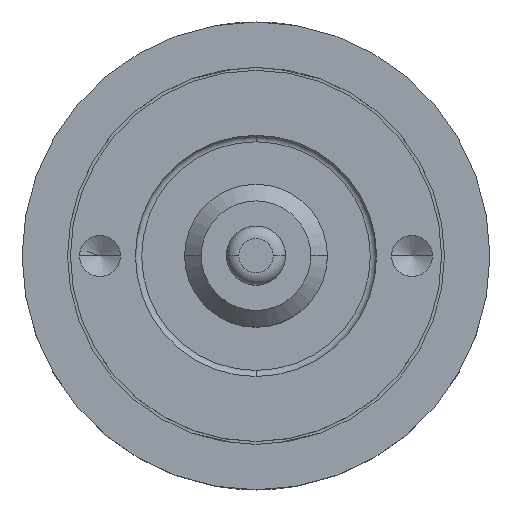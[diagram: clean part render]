
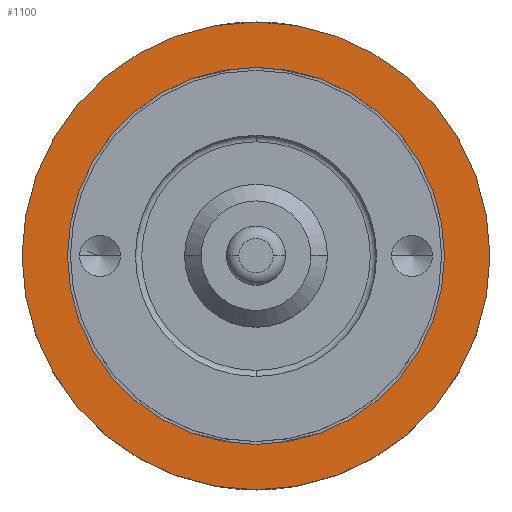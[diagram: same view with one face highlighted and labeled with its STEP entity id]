
A CAD part, top view. The second image highlights one B-rep face of the part: STEP entity #1100.
In plain terms, the highlighted planar face has unit normal (0, 0, 1).
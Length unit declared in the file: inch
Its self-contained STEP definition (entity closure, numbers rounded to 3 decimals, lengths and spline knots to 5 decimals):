
#126=CARTESIAN_POINT('',(0.,0.,5.01));
#127=DIRECTION('',(0.,0.,1.));
#128=DIRECTION('',(0.,1.,0.));
#129=AXIS2_PLACEMENT_3D('',#126,#127,#128);
#131=CARTESIAN_POINT('',(0.,0.,5.01));
#132=DIRECTION('',(0.,0.,-1.));
#133=DIRECTION('',(0.,1.,0.));
#134=AXIS2_PLACEMENT_3D('',#131,#132,#133);
#156=CARTESIAN_POINT('',(0.,0.,5.01));
#157=DIRECTION('',(0.,0.,1.));
#158=DIRECTION('',(1.,0.,0.));
#159=AXIS2_PLACEMENT_3D('',#156,#157,#158);
#161=CARTESIAN_POINT('',(0.,0.,5.01));
#162=DIRECTION('',(0.,0.,1.));
#163=DIRECTION('',(-1.,0.,0.));
#164=AXIS2_PLACEMENT_3D('',#161,#162,#163);
#955=CARTESIAN_POINT('',(0.,1.125,5.01));
#956=CARTESIAN_POINT('',(0.,-1.125,5.01));
#957=VERTEX_POINT('',#955);
#958=VERTEX_POINT('',#956);
#979=CARTESIAN_POINT('',(0.9065,0.,5.01));
#980=CARTESIAN_POINT('',(-0.9065,0.,5.01));
#981=VERTEX_POINT('',#979);
#982=VERTEX_POINT('',#980);
#1083=CARTESIAN_POINT('',(0.,0.,5.01));
#1084=DIRECTION('',(0.,0.,1.));
#1085=DIRECTION('',(1.,0.,0.));
#1086=AXIS2_PLACEMENT_3D('',#1083,#1084,#1085);
#1087=PLANE('',#1086);
#1089=ORIENTED_EDGE('',*,*,#1088,.F.);
#1091=ORIENTED_EDGE('',*,*,#1090,.T.);
#1092=EDGE_LOOP('',(#1089,#1091));
#1093=FACE_OUTER_BOUND('',#1092,.F.);
#1095=ORIENTED_EDGE('',*,*,#1094,.T.);
#1097=ORIENTED_EDGE('',*,*,#1096,.T.);
#1098=EDGE_LOOP('',(#1095,#1097));
#1099=FACE_BOUND('',#1098,.F.);
#1100=ADVANCED_FACE('',(#1093,#1099),#1087,.T.);
#130=CIRCLE('',#129,1.125);
#135=CIRCLE('',#134,1.125);
#160=CIRCLE('',#159,0.9065);
#165=CIRCLE('',#164,0.9065);
#1088=EDGE_CURVE('',#957,#958,#130,.T.);
#1090=EDGE_CURVE('',#957,#958,#135,.T.);
#1094=EDGE_CURVE('',#981,#982,#160,.T.);
#1096=EDGE_CURVE('',#982,#981,#165,.T.);
